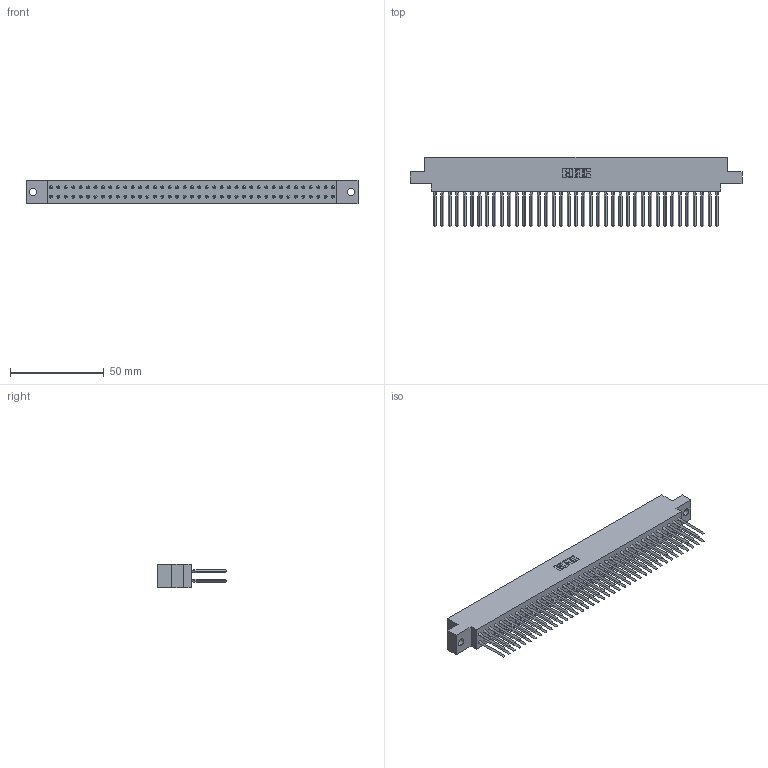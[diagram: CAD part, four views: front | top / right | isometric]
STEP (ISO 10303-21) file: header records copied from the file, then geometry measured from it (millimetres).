
FILE_DESCRIPTION (( 'STEP AP203' ), '1' );
FILE_NAME ('317-078-542-804.STEP', '2020-02-28T08:50:20', ( '' ), ( '' ), 'SwSTEP 2.0', 'SolidWorks 2016', '' );
FILE_SCHEMA (( 'CONFIG_CONTROL_DESIGN' ));
Length unit declared in the file: inch
Products named in the file (3): 317-290-003_542; 317-078-542-804; 317 Part_.156 Dia - TH
Assembly tree (79 placements, depth 2):
  317-078-542-804
    317 Part_.156 Dia - TH
    317-290-003_542  x78
Bounding box: 177.24 x 37.34 x 12.7 mm (x, y, z)
Volume: 28840 mm3; surface area: 39825.5 mm2
Topology: 79 solids, 79 shells, 4548 faces, 12755 edges, 8138 vertices
Faces by surface type: plane 3646, cylinder 590, bspline 312
Entity records: 55813 total; most frequent: CARTESIAN_POINT 9985, ORIENTED_EDGE 9648, DIRECTION 8120, EDGE_CURVE 4824, VECTOR 4654, LINE 4654, VERTEX_POINT 3210, AXIS2_PLACEMENT_3D 1733
